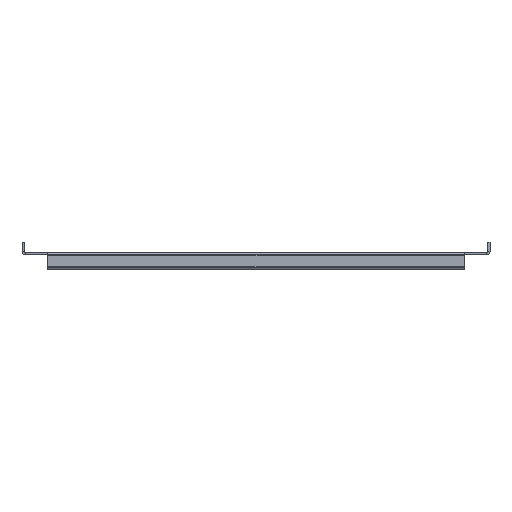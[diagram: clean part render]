
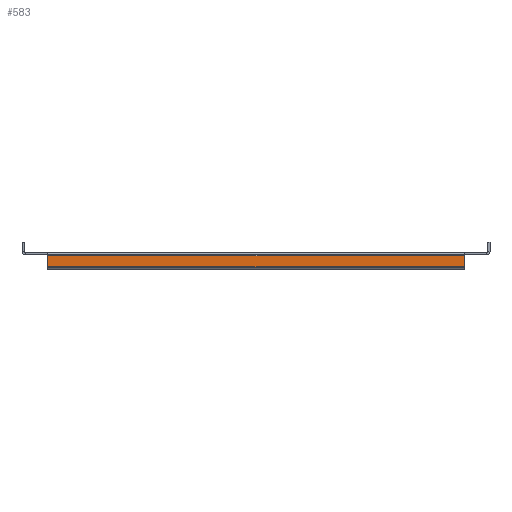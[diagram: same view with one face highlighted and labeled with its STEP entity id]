
A CAD part, front view. The second image highlights one B-rep face of the part: STEP entity #583.
In plain terms, the highlighted planar face has unit normal (0, -1, 0).
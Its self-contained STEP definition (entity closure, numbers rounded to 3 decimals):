
#77 = FACE_OUTER_BOUND ( 'NONE', #437, .T. ) ;
#79 = CARTESIAN_POINT ( 'NONE',  ( 363.513, -1349.711, -16.5 ) ) ;
#97 = CARTESIAN_POINT ( 'NONE',  ( -121.487, -1349.711, -16.5 ) ) ;
#101 = CARTESIAN_POINT ( 'NONE',  ( 363.513, -1349.711, -3.5 ) ) ;
#138 = DIRECTION ( 'NONE',  ( 0., 0., 1. ) ) ;
#308 = EDGE_CURVE ( 'NONE', #2233, #732, #2324, .T. ) ;
#324 = VECTOR ( 'NONE', #138, 1000. ) ;
#334 = LINE ( 'NONE', #548, #324 ) ;
#437 = EDGE_LOOP ( 'NONE', ( #1876, #705, #1223, #2535 ) ) ;
#548 = CARTESIAN_POINT ( 'NONE',  ( 363.513, -1349.711, 0. ) ) ;
#581 = DIRECTION ( 'NONE',  ( 0., 0., -1. ) ) ;
#583 = ADVANCED_FACE ( 'NONE', ( #77 ), #874, .F. ) ;
#676 = CARTESIAN_POINT ( 'NONE',  ( 0., -1349.711, 0. ) ) ;
#705 = ORIENTED_EDGE ( 'NONE', *, *, #2366, .T. ) ;
#712 = CARTESIAN_POINT ( 'NONE',  ( 363.513, -1349.711, -3.5 ) ) ;
#732 = VERTEX_POINT ( 'NONE', #79 ) ;
#779 = LINE ( 'NONE', #1544, #1662 ) ;
#874 = PLANE ( 'NONE',  #1886 ) ;
#896 = DIRECTION ( 'NONE',  ( 1., 0., 0. ) ) ;
#913 = EDGE_CURVE ( 'NONE', #2577, #2233, #779, .T. ) ;
#976 = CARTESIAN_POINT ( 'NONE',  ( -121.487, -1349.711, -16.5 ) ) ;
#1152 = DIRECTION ( 'NONE',  ( 1., 0., 0. ) ) ;
#1174 = VECTOR ( 'NONE', #896, 1000. ) ;
#1223 = ORIENTED_EDGE ( 'NONE', *, *, #1239, .F. ) ;
#1239 = EDGE_CURVE ( 'NONE', #2577, #2339, #1486, .T. ) ;
#1286 = VECTOR ( 'NONE', #1152, 1000. ) ;
#1486 = LINE ( 'NONE', #101, #1174 ) ;
#1544 = CARTESIAN_POINT ( 'NONE',  ( -121.487, -1349.711, 0. ) ) ;
#1662 = VECTOR ( 'NONE', #581, 1000. ) ;
#1876 = ORIENTED_EDGE ( 'NONE', *, *, #308, .T. ) ;
#1886 = AXIS2_PLACEMENT_3D ( 'NONE', #676, #2275, #1889 ) ;
#1889 = DIRECTION ( 'NONE',  ( 0., 0., 1. ) ) ;
#2233 = VERTEX_POINT ( 'NONE', #97 ) ;
#2275 = DIRECTION ( 'NONE',  ( 0., 1., 0. ) ) ;
#2324 = LINE ( 'NONE', #976, #1286 ) ;
#2339 = VERTEX_POINT ( 'NONE', #712 ) ;
#2366 = EDGE_CURVE ( 'NONE', #732, #2339, #334, .T. ) ;
#2392 = CARTESIAN_POINT ( 'NONE',  ( -121.487, -1349.711, -3.5 ) ) ;
#2535 = ORIENTED_EDGE ( 'NONE', *, *, #913, .T. ) ;
#2577 = VERTEX_POINT ( 'NONE', #2392 ) ;
